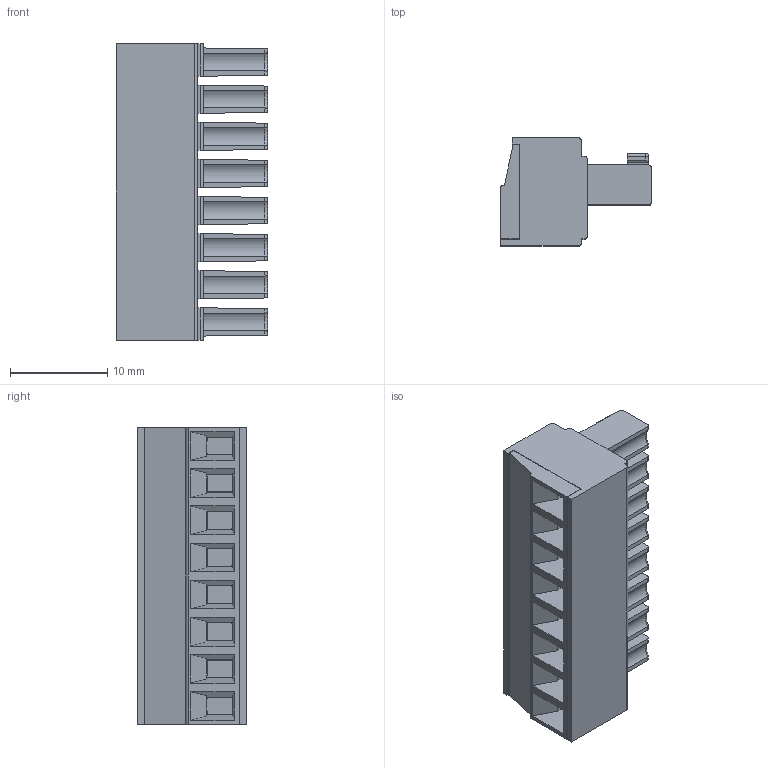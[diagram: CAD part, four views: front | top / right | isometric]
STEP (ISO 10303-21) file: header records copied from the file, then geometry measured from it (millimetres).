
FILE_DESCRIPTION(('STEP AP214'),'1');
FILE_NAME('SH08-3,81.stp','2018-11-19T09:30:45',(' '),(' '),'Spatial InterOp 3D',' ',' ');
FILE_SCHEMA(('AUTOMOTIVE_DESIGN { 1 0 10303 214 1 1 1 1 }'));
Length unit declared in the file: metre
Products named in the file (1): 1
Bounding box: 15.5 x 11.1 x 30.48 mm (x, y, z)
Volume: 2848.2 mm3; surface area: 3292.1 mm2
Topology: 1 solids, 1 shells, 618 faces, 1632 edges, 1038 vertices
Faces by surface type: plane 414, cylinder 140, torus 24, cone 24, sphere 16
Full cylindrical faces by diameter (mm): 1.2 x8, 2.8 x8, 3 x8
Entity records: 23551 total; most frequent: CARTESIAN_POINT 3629, ORIENTED_EDGE 3084, DIRECTION 3040, EDGE_CURVE 1542, LINE 1146, VECTOR 1146, VERTEX_POINT 1012, AXIS2_PLACEMENT_3D 947
